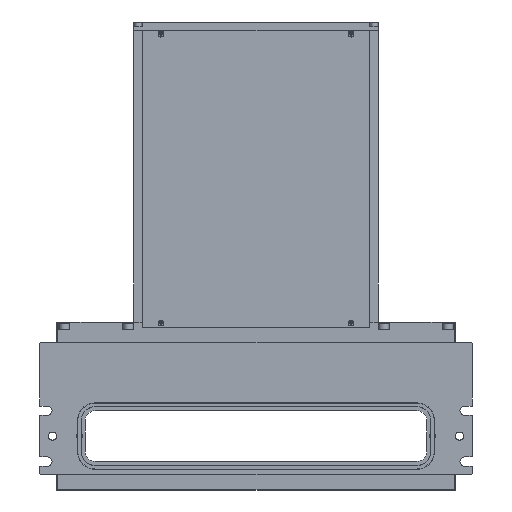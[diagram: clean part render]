
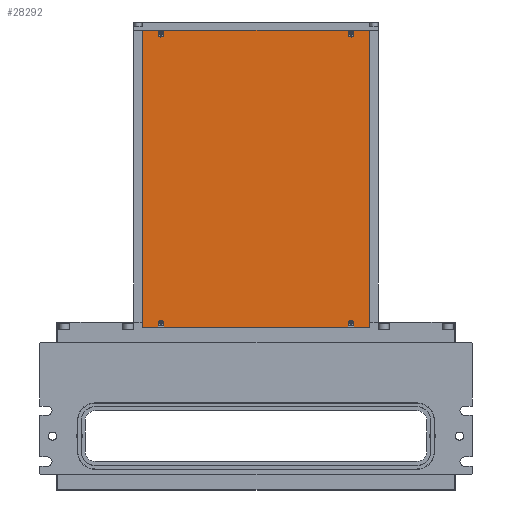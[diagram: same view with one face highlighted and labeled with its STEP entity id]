
A CAD part, front view. The second image highlights one B-rep face of the part: STEP entity #28292.
In plain terms, the highlighted face is planar.
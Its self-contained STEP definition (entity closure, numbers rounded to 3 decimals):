
#27482=CARTESIAN_POINT('',(90.75,291.8,1.0));
#27483=VERTEX_POINT('',#27482);
#27484=CARTESIAN_POINT('',(90.75,287.9,1.0));
#27485=VERTEX_POINT('',#27484);
#27486=CARTESIAN_POINT('',(90.75,291.8,1.0));
#27487=DIRECTION('',(0.,-1.0,0.0));
#27488=VECTOR('',#27487,3.9);
#27489=LINE('',#27486,#27488);
#27490=EDGE_CURVE('',#27483,#27485,#27489,.T.);
#27522=CARTESIAN_POINT('',(96.25,287.9,1.0));
#27523=VERTEX_POINT('',#27522);
#27524=CARTESIAN_POINT('',(93.5,287.9,1.0));
#27525=DIRECTION('',(0.0,0.0,1.0));
#27526=DIRECTION('',(1.0,0.0,0.0));
#27527=AXIS2_PLACEMENT_3D('',#27524,#27525,#27526);
#27528=CIRCLE('',#27527,2.75);
#27529=EDGE_CURVE('',#27485,#27523,#27528,.T.);
#27555=CARTESIAN_POINT('',(96.25,291.8,1.0));
#27556=VERTEX_POINT('',#27555);
#27557=CARTESIAN_POINT('',(96.25,287.9,1.0));
#27558=DIRECTION('',(0.0,1.0,0.0));
#27559=VECTOR('',#27558,3.9);
#27560=LINE('',#27557,#27559);
#27561=EDGE_CURVE('',#27523,#27556,#27560,.T.);
#27586=CARTESIAN_POINT('',(110.9,291.8,1.0));
#27587=VERTEX_POINT('',#27586);
#27588=CARTESIAN_POINT('',(96.25,291.8,1.0));
#27589=DIRECTION('',(1.0,0.0,0.0));
#27590=VECTOR('',#27589,14.65);
#27591=LINE('',#27588,#27590);
#27592=EDGE_CURVE('',#27556,#27587,#27591,.T.);
#27617=CARTESIAN_POINT('',(111.9,290.8,1.0));
#27618=VERTEX_POINT('',#27617);
#27619=CARTESIAN_POINT('',(110.9,291.8,1.0));
#27620=DIRECTION('',(0.707,-0.707,0.0));
#27621=VECTOR('',#27620,1.414);
#27622=LINE('',#27619,#27621);
#27623=EDGE_CURVE('',#27587,#27618,#27622,.T.);
#27648=CARTESIAN_POINT('',(111.9,1.,1.0));
#27649=VERTEX_POINT('',#27648);
#27650=CARTESIAN_POINT('',(111.9,290.8,1.0));
#27651=DIRECTION('',(0.0,-1.0,0.0));
#27652=VECTOR('',#27651,289.8);
#27653=LINE('',#27650,#27652);
#27654=EDGE_CURVE('',#27618,#27649,#27653,.T.);
#27679=CARTESIAN_POINT('',(110.9,0.0,1.0));
#27680=VERTEX_POINT('',#27679);
#27681=CARTESIAN_POINT('',(111.9,1.,1.0));
#27682=DIRECTION('',(-0.707,-0.707,0.0));
#27683=VECTOR('',#27682,1.414);
#27684=LINE('',#27681,#27683);
#27685=EDGE_CURVE('',#27649,#27680,#27684,.T.);
#27710=CARTESIAN_POINT('',(96.25,0.,1.0));
#27711=VERTEX_POINT('',#27710);
#27712=CARTESIAN_POINT('',(110.9,0.,1.0));
#27713=DIRECTION('',(-1.0,0.0,0.0));
#27714=VECTOR('',#27713,14.65);
#27715=LINE('',#27712,#27714);
#27716=EDGE_CURVE('',#27680,#27711,#27715,.T.);
#27741=CARTESIAN_POINT('',(96.25,3.9,1.0));
#27742=VERTEX_POINT('',#27741);
#27743=CARTESIAN_POINT('',(96.25,0.,1.0));
#27744=DIRECTION('',(0.0,1.0,0.0));
#27745=VECTOR('',#27744,3.9);
#27746=LINE('',#27743,#27745);
#27747=EDGE_CURVE('',#27711,#27742,#27746,.T.);
#27772=CARTESIAN_POINT('',(90.75,3.9,1.0));
#27773=VERTEX_POINT('',#27772);
#27774=CARTESIAN_POINT('',(93.5,3.9,1.0));
#27775=DIRECTION('',(0.0,0.0,1.0));
#27776=DIRECTION('',(-1.0,0.0,0.0));
#27777=AXIS2_PLACEMENT_3D('',#27774,#27775,#27776);
#27778=CIRCLE('',#27777,2.75);
#27779=EDGE_CURVE('',#27742,#27773,#27778,.T.);
#27805=CARTESIAN_POINT('',(90.75,0.,1.0));
#27806=VERTEX_POINT('',#27805);
#27807=CARTESIAN_POINT('',(90.75,3.9,1.0));
#27808=DIRECTION('',(0.0,-1.0,0.0));
#27809=VECTOR('',#27808,3.9);
#27810=LINE('',#27807,#27809);
#27811=EDGE_CURVE('',#27773,#27806,#27810,.T.);
#27836=CARTESIAN_POINT('',(-90.75,0.,1.0));
#27837=VERTEX_POINT('',#27836);
#27838=CARTESIAN_POINT('',(90.75,0.,1.0));
#27839=DIRECTION('',(-1.0,0.0,0.0));
#27840=VECTOR('',#27839,181.5);
#27841=LINE('',#27838,#27840);
#27842=EDGE_CURVE('',#27806,#27837,#27841,.T.);
#27867=CARTESIAN_POINT('',(-90.75,3.9,1.0));
#27868=VERTEX_POINT('',#27867);
#27869=CARTESIAN_POINT('',(-90.75,0.,1.0));
#27870=DIRECTION('',(0.0,1.0,0.0));
#27871=VECTOR('',#27870,3.9);
#27872=LINE('',#27869,#27871);
#27873=EDGE_CURVE('',#27837,#27868,#27872,.T.);
#27898=CARTESIAN_POINT('',(-96.25,3.9,1.0));
#27899=VERTEX_POINT('',#27898);
#27900=CARTESIAN_POINT('',(-93.5,3.9,1.0));
#27901=DIRECTION('',(0.0,0.0,1.0));
#27902=DIRECTION('',(-1.0,0.0,0.0));
#27903=AXIS2_PLACEMENT_3D('',#27900,#27901,#27902);
#27904=CIRCLE('',#27903,2.75);
#27905=EDGE_CURVE('',#27868,#27899,#27904,.T.);
#27931=CARTESIAN_POINT('',(-96.25,0.,1.0));
#27932=VERTEX_POINT('',#27931);
#27933=CARTESIAN_POINT('',(-96.25,3.9,1.0));
#27934=DIRECTION('',(0.0,-1.0,0.0));
#27935=VECTOR('',#27934,3.9);
#27936=LINE('',#27933,#27935);
#27937=EDGE_CURVE('',#27899,#27932,#27936,.T.);
#27962=CARTESIAN_POINT('',(-110.9,0.,1.0));
#27963=VERTEX_POINT('',#27962);
#27964=CARTESIAN_POINT('',(-96.25,0.,1.0));
#27965=DIRECTION('',(-1.0,0.0,0.0));
#27966=VECTOR('',#27965,14.65);
#27967=LINE('',#27964,#27966);
#27968=EDGE_CURVE('',#27932,#27963,#27967,.T.);
#27993=CARTESIAN_POINT('',(-111.9,1.,1.0));
#27994=VERTEX_POINT('',#27993);
#27995=CARTESIAN_POINT('',(-110.9,0.,1.0));
#27996=DIRECTION('',(-0.707,0.707,0.0));
#27997=VECTOR('',#27996,1.414);
#27998=LINE('',#27995,#27997);
#27999=EDGE_CURVE('',#27963,#27994,#27998,.T.);
#28024=CARTESIAN_POINT('',(-111.9,290.8,1.0));
#28025=VERTEX_POINT('',#28024);
#28026=CARTESIAN_POINT('',(-111.9,1.,1.0));
#28027=DIRECTION('',(0.0,1.0,0.0));
#28028=VECTOR('',#28027,289.8);
#28029=LINE('',#28026,#28028);
#28030=EDGE_CURVE('',#27994,#28025,#28029,.T.);
#28055=CARTESIAN_POINT('',(-110.9,291.8,1.0));
#28056=VERTEX_POINT('',#28055);
#28057=CARTESIAN_POINT('',(-111.9,290.8,1.0));
#28058=DIRECTION('',(0.707,0.707,0.0));
#28059=VECTOR('',#28058,1.414);
#28060=LINE('',#28057,#28059);
#28061=EDGE_CURVE('',#28025,#28056,#28060,.T.);
#28086=CARTESIAN_POINT('',(-96.25,291.8,1.0));
#28087=VERTEX_POINT('',#28086);
#28088=CARTESIAN_POINT('',(-110.9,291.8,1.0));
#28089=DIRECTION('',(1.0,0.0,0.0));
#28090=VECTOR('',#28089,14.65);
#28091=LINE('',#28088,#28090);
#28092=EDGE_CURVE('',#28056,#28087,#28091,.T.);
#28117=CARTESIAN_POINT('',(-96.25,287.9,1.0));
#28118=VERTEX_POINT('',#28117);
#28119=CARTESIAN_POINT('',(-96.25,291.8,1.0));
#28120=DIRECTION('',(0.0,-1.0,0.0));
#28121=VECTOR('',#28120,3.9);
#28122=LINE('',#28119,#28121);
#28123=EDGE_CURVE('',#28087,#28118,#28122,.T.);
#28148=CARTESIAN_POINT('',(-90.75,287.9,1.0));
#28149=VERTEX_POINT('',#28148);
#28150=CARTESIAN_POINT('',(-93.5,287.9,1.0));
#28151=DIRECTION('',(0.0,0.0,1.0));
#28152=DIRECTION('',(1.0,0.0,0.0));
#28153=AXIS2_PLACEMENT_3D('',#28150,#28151,#28152);
#28154=CIRCLE('',#28153,2.75);
#28155=EDGE_CURVE('',#28118,#28149,#28154,.T.);
#28181=CARTESIAN_POINT('',(-90.75,291.8,1.0));
#28182=VERTEX_POINT('',#28181);
#28183=CARTESIAN_POINT('',(-90.75,287.9,1.0));
#28184=DIRECTION('',(0.0,1.0,0.0));
#28185=VECTOR('',#28184,3.9);
#28186=LINE('',#28183,#28185);
#28187=EDGE_CURVE('',#28149,#28182,#28186,.T.);
#28212=CARTESIAN_POINT('',(-90.75,291.8,1.0));
#28213=DIRECTION('',(1.0,0.0,0.0));
#28214=VECTOR('',#28213,181.5);
#28215=LINE('',#28212,#28214);
#28216=EDGE_CURVE('',#28182,#27483,#28215,.T.);
#28261=CARTESIAN_POINT('',(-56.862,145.9,1.0));
#28262=DIRECTION('',(0.0,0.0,1.0));
#28263=DIRECTION('',(1.0,0.0,0.0));
#28264=AXIS2_PLACEMENT_3D('',#28261,#28262,#28263);
#28265=PLANE('',#28264);
#28266=ORIENTED_EDGE('',*,*,#28216,.F.);
#28267=ORIENTED_EDGE('',*,*,#28187,.F.);
#28268=ORIENTED_EDGE('',*,*,#28155,.F.);
#28269=ORIENTED_EDGE('',*,*,#28123,.F.);
#28270=ORIENTED_EDGE('',*,*,#28092,.F.);
#28271=ORIENTED_EDGE('',*,*,#28061,.F.);
#28272=ORIENTED_EDGE('',*,*,#28030,.F.);
#28273=ORIENTED_EDGE('',*,*,#27999,.F.);
#28274=ORIENTED_EDGE('',*,*,#27968,.F.);
#28275=ORIENTED_EDGE('',*,*,#27937,.F.);
#28276=ORIENTED_EDGE('',*,*,#27905,.F.);
#28277=ORIENTED_EDGE('',*,*,#27873,.F.);
#28278=ORIENTED_EDGE('',*,*,#27842,.F.);
#28279=ORIENTED_EDGE('',*,*,#27811,.F.);
#28280=ORIENTED_EDGE('',*,*,#27779,.F.);
#28281=ORIENTED_EDGE('',*,*,#27747,.F.);
#28282=ORIENTED_EDGE('',*,*,#27716,.F.);
#28283=ORIENTED_EDGE('',*,*,#27685,.F.);
#28284=ORIENTED_EDGE('',*,*,#27654,.F.);
#28285=ORIENTED_EDGE('',*,*,#27623,.F.);
#28286=ORIENTED_EDGE('',*,*,#27592,.F.);
#28287=ORIENTED_EDGE('',*,*,#27561,.F.);
#28288=ORIENTED_EDGE('',*,*,#27529,.F.);
#28289=ORIENTED_EDGE('',*,*,#27490,.F.);
#28290=EDGE_LOOP('',(#28266,#28267,#28268,#28269,#28270,#28271,#28272,#28273,#28274,#28275,#28276,#28277,#28278,#28279,#28280,#28281,#28282,#28283,#28284,#28285,#28286,#28287,#28288,#28289));
#28291=FACE_OUTER_BOUND('',#28290,.T.);
#28292=ADVANCED_FACE('',(#28291),#28265,.T.);
